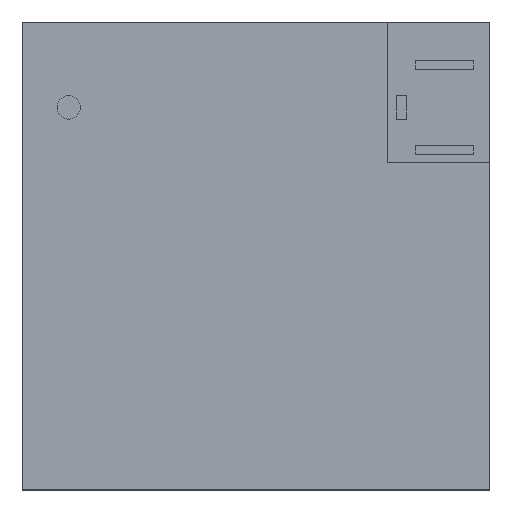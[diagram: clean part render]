
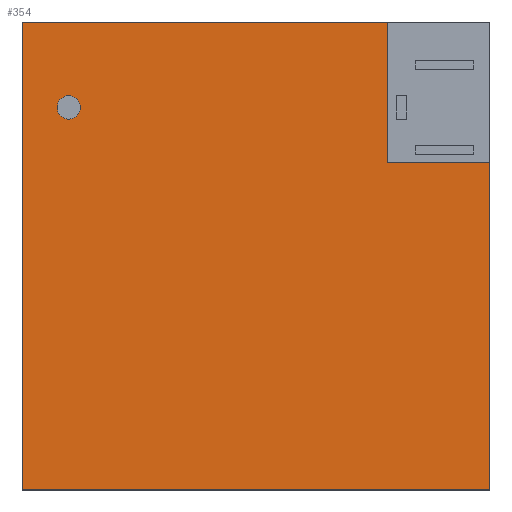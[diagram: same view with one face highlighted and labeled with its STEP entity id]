
A CAD part, top view. The second image highlights one B-rep face of the part: STEP entity #354.
In plain terms, the highlighted planar face has unit normal (0, 0, 1).
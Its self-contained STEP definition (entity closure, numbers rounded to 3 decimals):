
#107 = DIRECTION ( 'NONE',  ( 0., -1., 0. ) ) ;
#145 = PLANE ( 'NONE',  #1738 ) ;
#149 = VERTEX_POINT ( 'NONE', #985 ) ;
#248 = EDGE_LOOP ( 'NONE', ( #2056, #3091, #2527, #674, #4532, #685 ) ) ;
#262 = EDGE_CURVE ( 'NONE', #3565, #4001, #4878, .T. ) ;
#354 = ADVANCED_FACE ( 'NONE', ( #3236 ), #145, .T. ) ;
#371 = CARTESIAN_POINT ( 'NONE',  ( 8.001, -8.001, 3.404 ) ) ;
#381 = DIRECTION ( 'NONE',  ( 1., 0., 0. ) ) ;
#461 = VECTOR ( 'NONE', #2637, 1000. ) ;
#513 = EDGE_CURVE ( 'NONE', #4803, #3856, #3593, .T. ) ;
#674 = ORIENTED_EDGE ( 'NONE', *, *, #3423, .T. ) ;
#685 = ORIENTED_EDGE ( 'NONE', *, *, #262, .T. ) ;
#703 = DIRECTION ( 'NONE',  ( -1., 0., 0. ) ) ;
#705 = CARTESIAN_POINT ( 'NONE',  ( 4.501, 8.001, 3.404 ) ) ;
#753 = CARTESIAN_POINT ( 'NONE',  ( 8.001, 3.201, 3.404 ) ) ;
#843 = VECTOR ( 'NONE', #381, 1000. ) ;
#985 = CARTESIAN_POINT ( 'NONE',  ( -8.001, 8.001, 3.404 ) ) ;
#1075 = LINE ( 'NONE', #4091, #2721 ) ;
#1179 = EDGE_CURVE ( 'NONE', #3856, #4001, #2099, .T. ) ;
#1286 = CARTESIAN_POINT ( 'NONE',  ( 4.501, 3.201, 3.404 ) ) ;
#1463 = LINE ( 'NONE', #2502, #3181 ) ;
#1738 = AXIS2_PLACEMENT_3D ( 'NONE', #2109, #2827, #2863 ) ;
#1939 = VECTOR ( 'NONE', #107, 1000. ) ;
#2056 = ORIENTED_EDGE ( 'NONE', *, *, #1179, .F. ) ;
#2087 = EDGE_CURVE ( 'NONE', #2157, #3565, #4074, .T. ) ;
#2099 = LINE ( 'NONE', #2248, #461 ) ;
#2109 = CARTESIAN_POINT ( 'NONE',  ( -8.001, -8.001, 3.404 ) ) ;
#2157 = VERTEX_POINT ( 'NONE', #2396 ) ;
#2248 = CARTESIAN_POINT ( 'NONE',  ( 8.101, 3.201, 3.404 ) ) ;
#2260 = CARTESIAN_POINT ( 'NONE',  ( -8.001, -8.001, 3.404 ) ) ;
#2396 = CARTESIAN_POINT ( 'NONE',  ( -8.001, -8.001, 3.404 ) ) ;
#2502 = CARTESIAN_POINT ( 'NONE',  ( 8.001, 8.001, 3.404 ) ) ;
#2527 = ORIENTED_EDGE ( 'NONE', *, *, #4127, .T. ) ;
#2637 = DIRECTION ( 'NONE',  ( 1., 0., 0. ) ) ;
#2721 = VECTOR ( 'NONE', #4120, 1000. ) ;
#2813 = CARTESIAN_POINT ( 'NONE',  ( 4.501, -8.001, 3.404 ) ) ;
#2827 = DIRECTION ( 'NONE',  ( 0., 0., 1. ) ) ;
#2863 = DIRECTION ( 'NONE',  ( 1., 0., 0. ) ) ;
#3091 = ORIENTED_EDGE ( 'NONE', *, *, #513, .F. ) ;
#3181 = VECTOR ( 'NONE', #703, 1000. ) ;
#3236 = FACE_OUTER_BOUND ( 'NONE', #248, .T. ) ;
#3423 = EDGE_CURVE ( 'NONE', #149, #2157, #1075, .T. ) ;
#3565 = VERTEX_POINT ( 'NONE', #371 ) ;
#3593 = LINE ( 'NONE', #2813, #1939 ) ;
#3856 = VERTEX_POINT ( 'NONE', #1286 ) ;
#4001 = VERTEX_POINT ( 'NONE', #753 ) ;
#4074 = LINE ( 'NONE', #2260, #843 ) ;
#4091 = CARTESIAN_POINT ( 'NONE',  ( -8.001, 8.001, 3.404 ) ) ;
#4096 = CARTESIAN_POINT ( 'NONE',  ( 8.001, -8.001, 3.404 ) ) ;
#4120 = DIRECTION ( 'NONE',  ( 0., -1., 0. ) ) ;
#4127 = EDGE_CURVE ( 'NONE', #4803, #149, #1463, .T. ) ;
#4532 = ORIENTED_EDGE ( 'NONE', *, *, #2087, .T. ) ;
#4548 = DIRECTION ( 'NONE',  ( 0., 1., 0. ) ) ;
#4803 = VERTEX_POINT ( 'NONE', #705 ) ;
#4825 = VECTOR ( 'NONE', #4548, 1000. ) ;
#4878 = LINE ( 'NONE', #4096, #4825 ) ;
